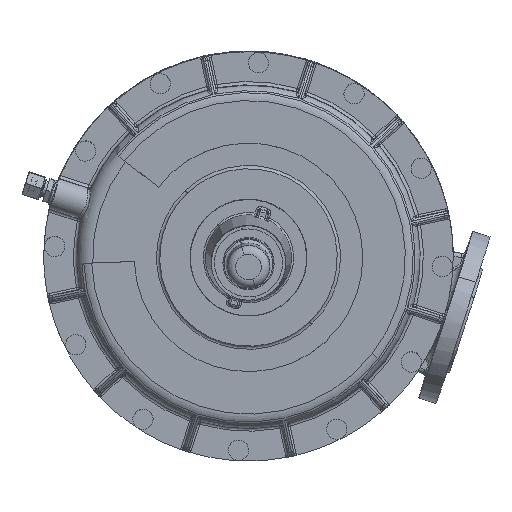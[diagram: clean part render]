
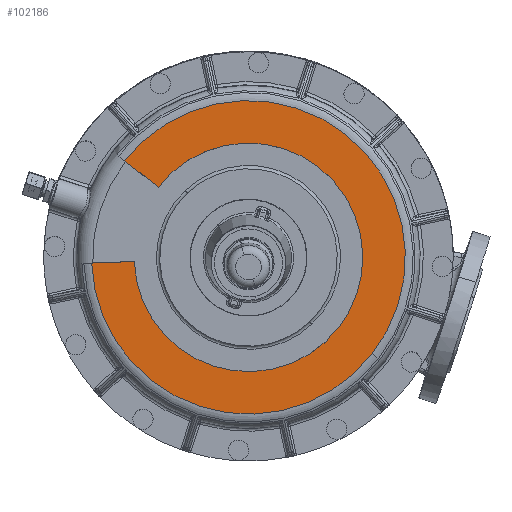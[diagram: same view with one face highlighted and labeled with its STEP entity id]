
A CAD part, top view. The second image highlights one B-rep face of the part: STEP entity #102186.
In plain terms, the highlighted face is planar.
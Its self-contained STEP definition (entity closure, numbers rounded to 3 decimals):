
#94713=VECTOR('Line Direction',#94712,1.) ;
#96982=VECTOR('Line Direction',#96981,1.) ;
#94712=DIRECTION('Vector Direction',(0.94,0.342,0.)) ;
#94738=DIRECTION('Axis2P3D Direction',(0.,0.,-1.)) ;
#94769=DIRECTION('Axis2P3D Direction',(0.,0.,-1.)) ;
#96981=DIRECTION('Vector Direction',(0.94,-0.342,0.)) ;
#102150=DIRECTION('Axis2P3D Direction',(0.,0.,-1.)) ;
#102169=DIRECTION('Axis2P3D Direction',(0.,0.,-1.)) ;
#102170=DIRECTION('Axis2P3D XDirection',(1.,0.,0.)) ;
#102174=DIRECTION('Axis2P3D Direction',(0.,0.,-1.)) ;
#94708=CARTESIAN_POINT('Vertex',(-138.605,-50.448,217.)) ;
#94711=CARTESIAN_POINT('Line Origine',(-119.811,-43.608,217.)) ;
#94715=CARTESIAN_POINT('Vertex',(-101.017,-36.767,217.)) ;
#94737=CARTESIAN_POINT('Axis2P3D Location',(0.,0.,217.)) ;
#94741=CARTESIAN_POINT('Vertex',(138.605,-50.448,217.)) ;
#94765=CARTESIAN_POINT('Vertex',(-138.605,50.448,217.)) ;
#94768=CARTESIAN_POINT('Axis2P3D Location',(0.,0.,217.)) ;
#96975=CARTESIAN_POINT('Vertex',(-101.017,36.767,217.)) ;
#96980=CARTESIAN_POINT('Line Origine',(-119.811,43.608,217.)) ;
#102149=CARTESIAN_POINT('Axis2P3D Location',(0.,0.,217.)) ;
#102153=CARTESIAN_POINT('Vertex',(101.017,-36.767,217.)) ;
#102168=CARTESIAN_POINT('Axis2P3D Location',(147.5,0.,217.)) ;
#102173=CARTESIAN_POINT('Axis2P3D Location',(0.,0.,217.)) ;
#94739=AXIS2_PLACEMENT_3D('Circle Axis2P3D',#94737,#94738,$) ;
#94770=AXIS2_PLACEMENT_3D('Circle Axis2P3D',#94768,#94769,$) ;
#102151=AXIS2_PLACEMENT_3D('Circle Axis2P3D',#102149,#102150,$) ;
#102171=AXIS2_PLACEMENT_3D('Plane Axis2P3D',#102168,#102169,#102170) ;
#102175=AXIS2_PLACEMENT_3D('Circle Axis2P3D',#102173,#102174,$) ;
#94717=EDGE_CURVE('',#94709,#94716,#94714,.T.) ;
#94743=EDGE_CURVE('',#94742,#94709,#94740,.T.) ;
#94772=EDGE_CURVE('',#94766,#94742,#94771,.T.) ;
#96984=EDGE_CURVE('',#94766,#96976,#96983,.T.) ;
#102155=EDGE_CURVE('',#102154,#94716,#102152,.T.) ;
#102177=EDGE_CURVE('',#96976,#102154,#102176,.T.) ;
#102172=PLANE('Plane',#102171) ;
#102179=ORIENTED_EDGE('',*,*,#94743,.F.) ;
#102180=ORIENTED_EDGE('',*,*,#94772,.F.) ;
#102181=ORIENTED_EDGE('',*,*,#96984,.T.) ;
#102182=ORIENTED_EDGE('',*,*,#102177,.T.) ;
#102183=ORIENTED_EDGE('',*,*,#102155,.T.) ;
#102184=ORIENTED_EDGE('',*,*,#94717,.F.) ;
#94714=LINE('Line',#94711,#94713) ;
#96983=LINE('Line',#96980,#96982) ;
#102186=ADVANCED_FACE('Brep With Voids',(#102185),#102172,.F.) ;
#94740=CIRCLE('generated circle',#94739,147.5) ;
#94771=CIRCLE('generated circle',#94770,147.5) ;
#102152=CIRCLE('generated circle',#102151,107.5) ;
#102176=CIRCLE('generated circle',#102175,107.5) ;
#94709=VERTEX_POINT('',#94708) ;
#94716=VERTEX_POINT('',#94715) ;
#94742=VERTEX_POINT('',#94741) ;
#94766=VERTEX_POINT('',#94765) ;
#96976=VERTEX_POINT('',#96975) ;
#102154=VERTEX_POINT('',#102153) ;
#102178=EDGE_LOOP('',(#102179,#102180,#102181,#102182,#102183,#102184)) ;
#102185=FACE_OUTER_BOUND('',#102178,.T.) ;
